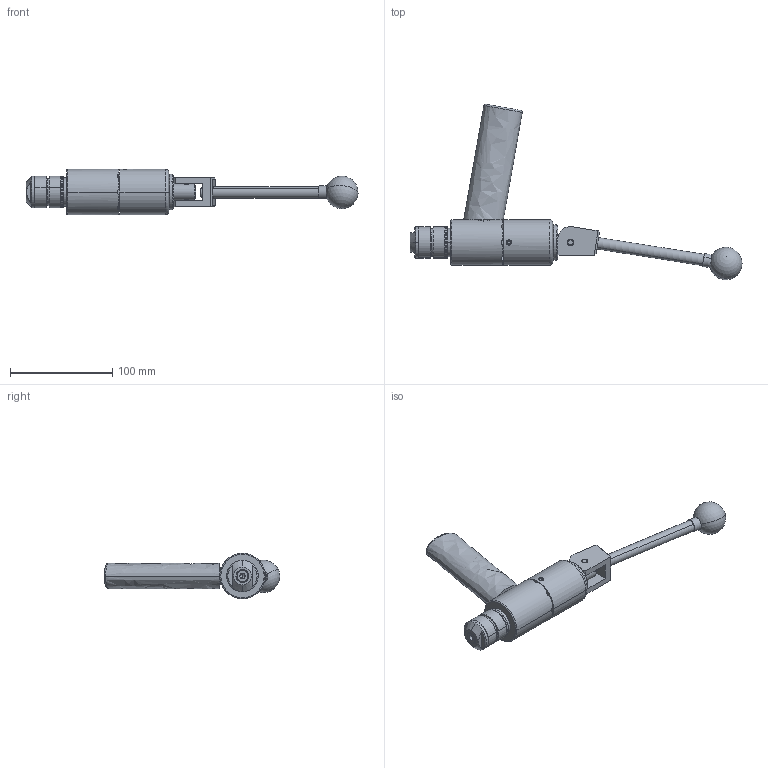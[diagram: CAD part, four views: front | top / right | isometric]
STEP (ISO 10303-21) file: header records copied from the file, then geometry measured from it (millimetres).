
FILE_DESCRIPTION (( 'STEP AP214' ), '1' );
FILE_NAME ('CTSC-003552.STEP', '2025-05-28T12:18:34', ( '' ), ( '' ), 'SwSTEP 2.0', 'SolidWorks 2023', '' );
FILE_SCHEMA (( 'AUTOMOTIVE_DESIGN' ));
Length unit declared in the file: inch
Products named in the file (1): CTSC-003552
Bounding box: 324.96 x 171.73 x 44.45 mm (x, y, z)
Volume: 301598.7 mm3; surface area: 75705.7 mm2
Topology: 11 solids, 11 shells, 303 faces, 718 edges, 455 vertices
Faces by surface type: cylinder 125, plane 109, cone 44, torus 16, bspline 7, sphere 2
Entity records: 14974 total; most frequent: CARTESIAN_POINT 4072, DIRECTION 1460, ORIENTED_EDGE 1418, EDGE_CURVE 709, AXIS2_PLACEMENT_3D 582, VERTEX_POINT 452, EDGE_LOOP 349, DIMENSIONAL_EXPONENTS 306
